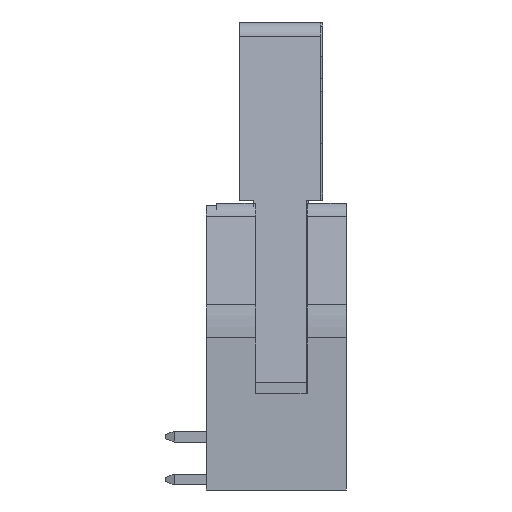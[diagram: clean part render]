
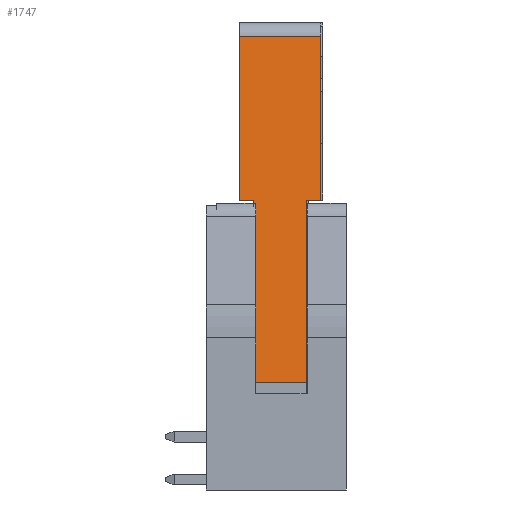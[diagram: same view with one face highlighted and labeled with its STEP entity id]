
A CAD part, left-side view. The second image highlights one B-rep face of the part: STEP entity #1747.
In plain terms, the highlighted face is planar.
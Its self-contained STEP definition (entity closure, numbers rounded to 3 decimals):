
#1747 = ADVANCED_FACE( '', ( #3227 ), #3228, .T. );
#3227 = FACE_OUTER_BOUND( '', #4538, .T. );
#3228 = PLANE( '', #4539 );
#4538 = EDGE_LOOP( '', ( #8735, #8736, #8737, #8738, #8739, #8740, #8741, #8742 ) );
#4539 = AXIS2_PLACEMENT_3D( '', #8743, #8744, #8745 );
#8735 = ORIENTED_EDGE( '', *, *, #9406, .T. );
#8736 = ORIENTED_EDGE( '', *, *, #10460, .F. );
#8737 = ORIENTED_EDGE( '', *, *, #10072, .T. );
#8738 = ORIENTED_EDGE( '', *, *, #9742, .T. );
#8739 = ORIENTED_EDGE( '', *, *, #10521, .F. );
#8740 = ORIENTED_EDGE( '', *, *, #10466, .F. );
#8741 = ORIENTED_EDGE( '', *, *, #10489, .T. );
#8742 = ORIENTED_EDGE( '', *, *, #9980, .F. );
#8743 = CARTESIAN_POINT( '', ( 2., -2.4, 14.239 ) );
#8744 = DIRECTION( '', ( 0.993, 0., 0.118 ) );
#8745 = DIRECTION( '', ( 0.118, 0., -0.993 ) );
#9406 = EDGE_CURVE( '', #11571, #11569, #11572, .T. );
#9742 = EDGE_CURVE( '', #12104, #12102, #12105, .T. );
#9980 = EDGE_CURVE( '', #11571, #12452, #12453, .T. );
#10072 = EDGE_CURVE( '', #12572, #12104, #12573, .F. );
#10460 = EDGE_CURVE( '', #12572, #11569, #13046, .T. );
#10466 = EDGE_CURVE( '', #13052, #13054, #13055, .T. );
#10489 = EDGE_CURVE( '', #13052, #12452, #13078, .T. );
#10521 = EDGE_CURVE( '', #13054, #12102, #13110, .T. );
#11569 = VERTEX_POINT( '', #14641 );
#11571 = VERTEX_POINT( '', #14644 );
#11572 = LINE( '', #14645, #14646 );
#12102 = VERTEX_POINT( '', #15428 );
#12104 = VERTEX_POINT( '', #15431 );
#12105 = LINE( '', #15432, #15433 );
#12452 = VERTEX_POINT( '', #15969 );
#12453 = LINE( '', #15970, #15971 );
#12572 = VERTEX_POINT( '', #16151 );
#12573 = LINE( '', #16152, #16153 );
#13046 = LINE( '', #16862, #16863 );
#13052 = VERTEX_POINT( '', #16870 );
#13054 = VERTEX_POINT( '', #16873 );
#13055 = LINE( '', #16874, #16875 );
#13078 = LINE( '', #16905, #16906 );
#13110 = LINE( '', #16941, #16942 );
#14641 = CARTESIAN_POINT( '', ( 3.368, 2.4, 2.703 ) );
#14644 = CARTESIAN_POINT( '', ( 3.368, 1.57, 2.703 ) );
#14645 = CARTESIAN_POINT( '', ( 3.368, 1.57, 2.703 ) );
#14646 = VECTOR( '', #17518, 1000. );
#15428 = CARTESIAN_POINT( '', ( 3.368, -2.4, 2.703 ) );
#15431 = CARTESIAN_POINT( '', ( 2.222, -2.4, 12.369 ) );
#15432 = CARTESIAN_POINT( '', ( 2., -2.4, 14.239 ) );
#15433 = VECTOR( '', #17823, 1000. );
#15969 = CARTESIAN_POINT( '', ( 4.65, 1.57, -8.11 ) );
#15970 = CARTESIAN_POINT( '', ( 3.368, 1.57, 2.703 ) );
#15971 = VECTOR( '', #18031, 1000. );
#16151 = CARTESIAN_POINT( '', ( 2.222, 2.4, 12.369 ) );
#16152 = CARTESIAN_POINT( '', ( 2.222, -2.4, 12.369 ) );
#16153 = VECTOR( '', #18099, 1000. );
#16862 = CARTESIAN_POINT( '', ( 2., 2.4, 14.239 ) );
#16863 = VECTOR( '', #18369, 1000. );
#16870 = CARTESIAN_POINT( '', ( 4.65, -1.57, -8.11 ) );
#16873 = CARTESIAN_POINT( '', ( 3.368, -1.57, 2.703 ) );
#16874 = CARTESIAN_POINT( '', ( 3.368, -1.57, 2.703 ) );
#16875 = VECTOR( '', #18375, 1000. );
#16905 = CARTESIAN_POINT( '', ( 4.65, -2.4, -8.11 ) );
#16906 = VECTOR( '', #18386, 1000. );
#16941 = CARTESIAN_POINT( '', ( 3.368, -1.57, 2.703 ) );
#16942 = VECTOR( '', #18396, 1000. );
#17518 = DIRECTION( '', ( 0., 1., 0. ) );
#17823 = DIRECTION( '', ( 0.118, 0., -0.993 ) );
#18031 = DIRECTION( '', ( 0.118, 0., -0.993 ) );
#18099 = DIRECTION( '', ( 0., 1., 0. ) );
#18369 = DIRECTION( '', ( 0.118, 0., -0.993 ) );
#18375 = DIRECTION( '', ( -0.118, 0., 0.993 ) );
#18386 = DIRECTION( '', ( 0., 1., 0. ) );
#18396 = DIRECTION( '', ( 0., -1., 0. ) );
